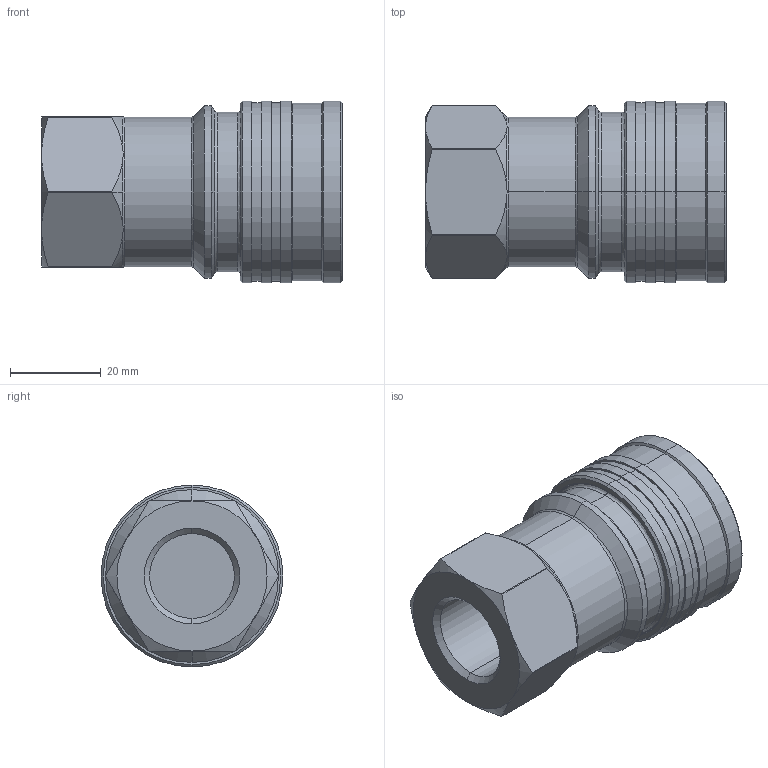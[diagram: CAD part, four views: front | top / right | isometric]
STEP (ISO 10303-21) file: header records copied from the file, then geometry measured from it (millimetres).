
FILE_DESCRIPTION (( 'STEP AP214' ), '1' );
FILE_NAME ('IB5011 V.STEP', '2015-09-01T13:39:21', ( 'admin' ), ( 'Microsoft' ), 'SwSTEP 2.0', 'SolidWorks 2009', '' );
FILE_SCHEMA (( 'AUTOMOTIVE_DESIGN' ));
Length unit declared in the file: millimetre
Products named in the file (1): IB5011 V
Bounding box: 66.15 x 40 x 40 mm (x, y, z)
Volume: 52244.9 mm3; surface area: 14087.9 mm2
Topology: 1 solids, 1 shells, 225 faces, 494 edges, 308 vertices
Faces by surface type: cone 82, cylinder 66, bspline 52, plane 25
Entity records: 8807 total; most frequent: CARTESIAN_POINT 4117, ORIENTED_EDGE 988, DIRECTION 938, EDGE_CURVE 494, AXIS2_PLACEMENT_3D 413, VERTEX_POINT 308, EDGE_LOOP 262, CIRCLE 239
